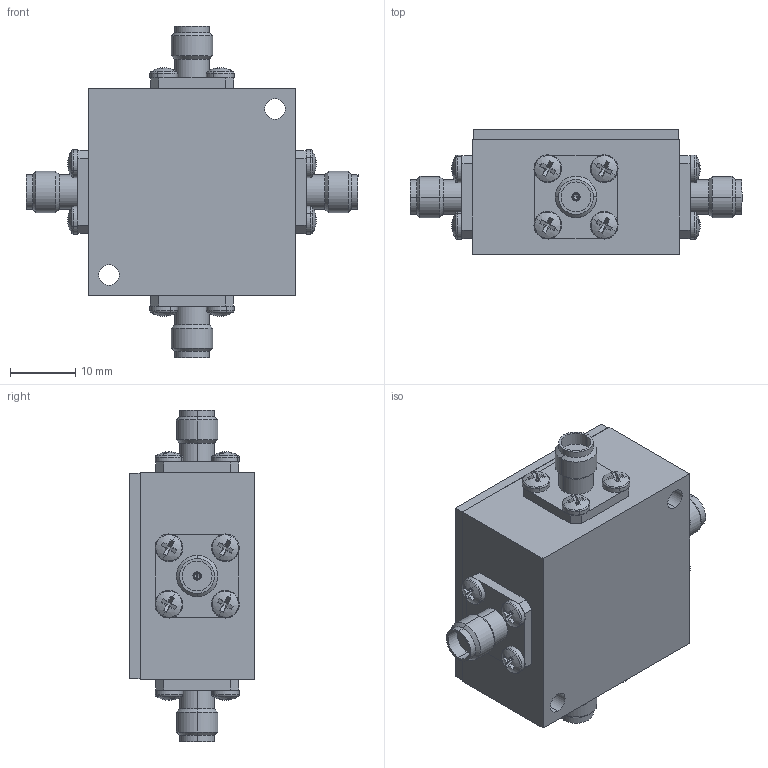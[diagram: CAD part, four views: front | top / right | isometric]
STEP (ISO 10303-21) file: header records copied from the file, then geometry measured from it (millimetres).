
FILE_DESCRIPTION (( 'STEP AP214' ), '1' );
FILE_NAME ('HQ 500-550_C.STEP', '2022-08-02T13:11:41', ( '' ), ( '' ), 'SwSTEP 2.0', 'SolidWorks 2021', '' );
FILE_SCHEMA (( 'AUTOMOTIVE_DESIGN' ));
Length unit declared in the file: inch
Products named in the file (1): HQ 500-550_C
Bounding box: 50.8 x 19.05 x 50.8 mm (x, y, z)
Volume: 20561.5 mm3; surface area: 11420.8 mm2
Topology: 26 solids, 26 shells, 1322 faces, 3417 edges, 2174 vertices
Faces by surface type: cylinder 595, plane 530, cone 72, bspline 61, torus 32, sphere 32
Entity records: 54133 total; most frequent: CARTESIAN_POINT 11551, DIRECTION 7337, ORIENTED_EDGE 6738, EDGE_CURVE 3369, AXIS2_PLACEMENT_3D 2852, VERTEX_POINT 2174, VECTOR 1633, LINE 1633
